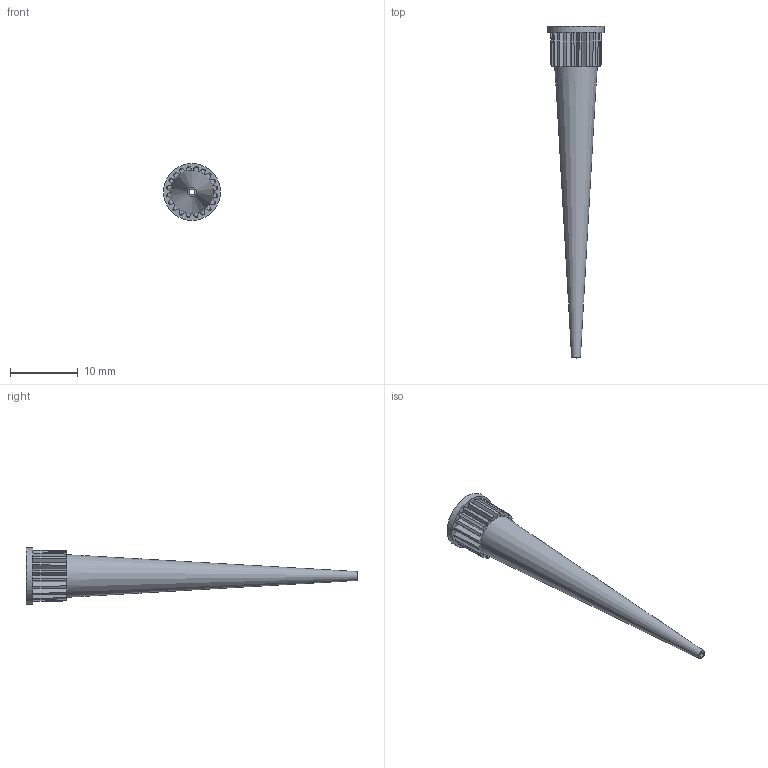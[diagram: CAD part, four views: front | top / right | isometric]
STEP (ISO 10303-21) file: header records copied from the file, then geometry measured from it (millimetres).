
FILE_DESCRIPTION(/* description */ ('STEP AP214'),/* implementation_level */ '2;1');
FILE_NAME(/* name */ '00_PipetteTip200ul-1.stp',/* time_stamp */ '2022-04-18T08:44:53-07:00',/* author */ ('Prakash Lab'),/* organization */ (''),/* preprocessor_version */ 'ST-DEVELOPER v18.1',/* originating_system */ 'Autodesk Inventor 2022',/* authorisation */ '');
FILE_SCHEMA (('AUTOMOTIVE_DESIGN { 1 0 10303 214 3 1 1 }'));
Length unit declared in the file: millimetre
Products named in the file (1): 00_PipetteTip200ul-1
Bounding box: 8.4 x 49 x 8.4 mm (x, y, z)
Volume: 268.6 mm3; surface area: 1317.4 mm2
Topology: 1 solids, 1 shells, 106 faces, 269 edges, 166 vertices
Faces by surface type: plane 83, cone 22, cylinder 1
Full cylindrical faces by diameter (mm): 8.4 x1
Entity records: 3244 total; most frequent: CARTESIAN_POINT 662, ORIENTED_EDGE 538, DIRECTION 529, EDGE_CURVE 269, AXIS2_PLACEMENT_3D 193, VERTEX_POINT 166, LINE 143, VECTOR 143
